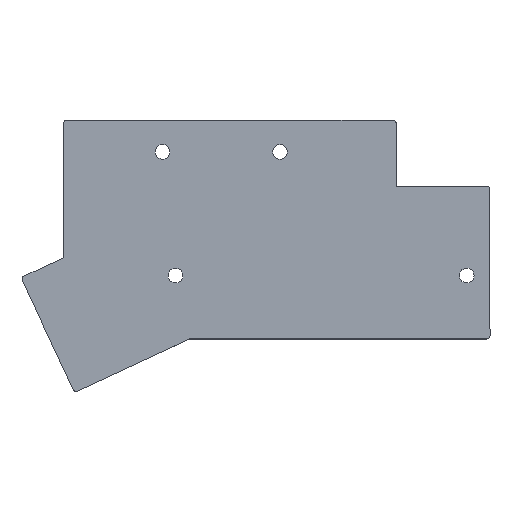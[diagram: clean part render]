
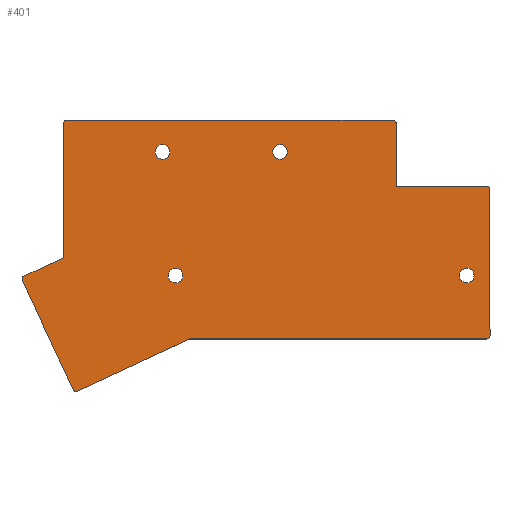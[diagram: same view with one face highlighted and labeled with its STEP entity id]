
A CAD part, top view. The second image highlights one B-rep face of the part: STEP entity #401.
In plain terms, the highlighted planar face has unit normal (0, 0, 1).
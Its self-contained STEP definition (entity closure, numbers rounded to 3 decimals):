
#15=FACE_BOUND('',#60,.T.);
#16=FACE_BOUND('',#61,.T.);
#17=FACE_BOUND('',#62,.T.);
#18=FACE_BOUND('',#63,.T.);
#24=PLANE('',#442);
#38=FACE_OUTER_BOUND('',#59,.T.);
#59=EDGE_LOOP('',(#289,#290,#291,#292,#293,#294,#295,#296,#297,#298,#299,
#300,#301,#302,#303));
#60=EDGE_LOOP('',(#304));
#61=EDGE_LOOP('',(#305));
#62=EDGE_LOOP('',(#306));
#63=EDGE_LOOP('',(#307));
#88=LINE('',#618,#125);
#91=LINE('',#624,#128);
#92=LINE('',#626,#129);
#93=LINE('',#630,#130);
#94=LINE('',#634,#131);
#95=LINE('',#636,#132);
#96=LINE('',#640,#133);
#97=LINE('',#644,#134);
#98=LINE('',#646,#135);
#125=VECTOR('',#499,10.);
#128=VECTOR('',#504,10.);
#129=VECTOR('',#505,10.);
#130=VECTOR('',#508,10.);
#131=VECTOR('',#511,10.);
#132=VECTOR('',#512,10.);
#133=VECTOR('',#515,10.);
#134=VECTOR('',#518,10.);
#135=VECTOR('',#519,10.);
#159=CIRCLE('',#434,1.1);
#161=CIRCLE('',#437,1.1);
#163=CIRCLE('',#440,0.5);
#164=CIRCLE('',#443,0.5);
#165=CIRCLE('',#444,0.5);
#166=CIRCLE('',#445,0.5);
#167=CIRCLE('',#446,0.5);
#168=CIRCLE('',#447,0.5);
#169=CIRCLE('',#448,1.1);
#170=CIRCLE('',#449,1.1);
#179=VERTEX_POINT('',#598);
#181=VERTEX_POINT('',#604);
#184=VERTEX_POINT('',#611);
#185=VERTEX_POINT('',#613);
#186=VERTEX_POINT('',#617);
#188=VERTEX_POINT('',#623);
#189=VERTEX_POINT('',#625);
#190=VERTEX_POINT('',#627);
#191=VERTEX_POINT('',#629);
#192=VERTEX_POINT('',#631);
#193=VERTEX_POINT('',#633);
#194=VERTEX_POINT('',#635);
#195=VERTEX_POINT('',#637);
#196=VERTEX_POINT('',#639);
#197=VERTEX_POINT('',#641);
#198=VERTEX_POINT('',#643);
#199=VERTEX_POINT('',#645);
#200=VERTEX_POINT('',#648);
#201=VERTEX_POINT('',#650);
#218=EDGE_CURVE('',#179,#179,#159,.T.);
#221=EDGE_CURVE('',#181,#181,#161,.T.);
#224=EDGE_CURVE('',#184,#185,#163,.T.);
#226=EDGE_CURVE('',#186,#185,#88,.T.);
#229=EDGE_CURVE('',#184,#188,#91,.T.);
#230=EDGE_CURVE('',#189,#188,#92,.T.);
#231=EDGE_CURVE('',#190,#189,#164,.T.);
#232=EDGE_CURVE('',#191,#190,#93,.T.);
#233=EDGE_CURVE('',#192,#191,#165,.T.);
#234=EDGE_CURVE('',#193,#192,#94,.T.);
#235=EDGE_CURVE('',#194,#193,#95,.T.);
#236=EDGE_CURVE('',#195,#194,#166,.T.);
#237=EDGE_CURVE('',#196,#195,#96,.T.);
#238=EDGE_CURVE('',#197,#196,#167,.T.);
#239=EDGE_CURVE('',#198,#197,#97,.T.);
#240=EDGE_CURVE('',#198,#199,#98,.T.);
#241=EDGE_CURVE('',#186,#199,#168,.T.);
#242=EDGE_CURVE('',#200,#200,#169,.T.);
#243=EDGE_CURVE('',#201,#201,#170,.T.);
#289=ORIENTED_EDGE('',*,*,#224,.F.);
#290=ORIENTED_EDGE('',*,*,#229,.T.);
#291=ORIENTED_EDGE('',*,*,#230,.F.);
#292=ORIENTED_EDGE('',*,*,#231,.F.);
#293=ORIENTED_EDGE('',*,*,#232,.F.);
#294=ORIENTED_EDGE('',*,*,#233,.F.);
#295=ORIENTED_EDGE('',*,*,#234,.F.);
#296=ORIENTED_EDGE('',*,*,#235,.F.);
#297=ORIENTED_EDGE('',*,*,#236,.F.);
#298=ORIENTED_EDGE('',*,*,#237,.F.);
#299=ORIENTED_EDGE('',*,*,#238,.F.);
#300=ORIENTED_EDGE('',*,*,#239,.F.);
#301=ORIENTED_EDGE('',*,*,#240,.T.);
#302=ORIENTED_EDGE('',*,*,#241,.F.);
#303=ORIENTED_EDGE('',*,*,#226,.T.);
#304=ORIENTED_EDGE('',*,*,#218,.T.);
#305=ORIENTED_EDGE('',*,*,#221,.T.);
#306=ORIENTED_EDGE('',*,*,#242,.F.);
#307=ORIENTED_EDGE('',*,*,#243,.F.);
#401=ADVANCED_FACE('',(#38,#15,#16,#17,#18),#24,.F.);
#434=AXIS2_PLACEMENT_3D('',#600,#480,#481);
#437=AXIS2_PLACEMENT_3D('',#606,#487,#488);
#440=AXIS2_PLACEMENT_3D('',#614,#494,#495);
#442=AXIS2_PLACEMENT_3D('',#622,#502,#503);
#443=AXIS2_PLACEMENT_3D('',#628,#506,#507);
#444=AXIS2_PLACEMENT_3D('',#632,#509,#510);
#445=AXIS2_PLACEMENT_3D('',#638,#513,#514);
#446=AXIS2_PLACEMENT_3D('',#642,#516,#517);
#447=AXIS2_PLACEMENT_3D('',#647,#520,#521);
#448=AXIS2_PLACEMENT_3D('',#649,#522,#523);
#449=AXIS2_PLACEMENT_3D('',#651,#524,#525);
#480=DIRECTION('center_axis',(0.,0.,
-1.));
#481=DIRECTION('ref_axis',(-1.,0.,0.));
#487=DIRECTION('center_axis',(0.,0.,
-1.));
#488=DIRECTION('ref_axis',(-1.,0.,0.));
#494=DIRECTION('center_axis',(0.,0.,
-1.));
#495=DIRECTION('ref_axis',(-0.707,0.707,0.));
#499=DIRECTION('',(-1.,0.,0.));
#502=DIRECTION('center_axis',(0.,0.,
-1.));
#503=DIRECTION('ref_axis',(1.,0.,0.));
#504=DIRECTION('',(0.,-1.,0.));
#505=DIRECTION('',(0.906,0.423,0.));
#506=DIRECTION('center_axis',(0.,0.,
-1.));
#507=DIRECTION('ref_axis',(-0.94,0.342,0.));
#508=DIRECTION('',(-0.423,0.906,0.));
#509=DIRECTION('center_axis',(0.,0.,
-1.));
#510=DIRECTION('ref_axis',(-0.342,-0.94,0.));
#511=DIRECTION('',(-0.906,-0.423,0.));
#512=DIRECTION('',(-1.,0.,0.));
#513=DIRECTION('center_axis',(0.,0.,
-1.));
#514=DIRECTION('ref_axis',(0.707,-0.707,0.));
#515=DIRECTION('',(0.,-1.,0.));
#516=DIRECTION('center_axis',(0.,0.,
-1.));
#517=DIRECTION('ref_axis',(0.707,0.707,0.));
#518=DIRECTION('',(1.,0.,0.));
#519=DIRECTION('',(0.,1.,0.));
#520=DIRECTION('center_axis',(0.,0.,
-1.));
#521=DIRECTION('ref_axis',(0.707,0.707,0.));
#522=DIRECTION('center_axis',(0.,0.,
1.));
#523=DIRECTION('ref_axis',(1.,0.,0.));
#524=DIRECTION('center_axis',(0.,0.,
1.));
#525=DIRECTION('ref_axis',(1.,0.,0.));
#598=CARTESIAN_POINT('',(34.117,-89.589,-4.7));
#600=CARTESIAN_POINT('Origin',(33.017,-89.589,-4.7));
#604=CARTESIAN_POINT('',(51.758,-89.589,-4.7));
#606=CARTESIAN_POINT('Origin',(50.658,-89.589,-4.7));
#611=CARTESIAN_POINT('',(18.125,-85.387,-4.7));
#613=CARTESIAN_POINT('',(18.625,-84.887,-4.7));
#614=CARTESIAN_POINT('Origin',(18.625,-85.387,-4.7));
#617=CARTESIAN_POINT('',(67.625,-84.887,-4.7));
#618=CARTESIAN_POINT('',(51.496,-84.887,-4.7));
#622=CARTESIAN_POINT('Origin',(46.967,-112.189,-4.7));
#623=CARTESIAN_POINT('',(18.125,-105.506,-4.7));
#624=CARTESIAN_POINT('',(18.125,-98.639,-4.7));
#625=CARTESIAN_POINT('',(12.212,-108.263,-4.7));
#626=CARTESIAN_POINT('',(25.508,-102.063,-4.7));
#627=CARTESIAN_POINT('',(11.971,-108.927,-4.7));
#628=CARTESIAN_POINT('Origin',(12.424,-108.716,-4.7));
#629=CARTESIAN_POINT('',(19.599,-125.286,-4.7));
#630=CARTESIAN_POINT('',(19.64,-125.375,-4.7));
#631=CARTESIAN_POINT('',(20.263,-125.528,-4.7));
#632=CARTESIAN_POINT('Origin',(20.052,-125.075,-4.7));
#633=CARTESIAN_POINT('',(37.075,-117.689,-4.7));
#634=CARTESIAN_POINT('',(42.191,-115.303,-4.7));
#635=CARTESIAN_POINT('',(81.675,-117.689,-4.7));
#636=CARTESIAN_POINT('',(64.571,-117.689,-4.7));
#637=CARTESIAN_POINT('',(82.175,-117.189,-4.7));
#638=CARTESIAN_POINT('Origin',(81.675,-117.189,-4.7));
#639=CARTESIAN_POINT('',(82.175,-95.239,-4.7));
#640=CARTESIAN_POINT('',(82.175,-105.414,-4.7));
#641=CARTESIAN_POINT('',(81.675,-94.739,-4.7));
#642=CARTESIAN_POINT('Origin',(81.675,-95.239,-4.7));
#643=CARTESIAN_POINT('',(68.125,-94.739,-4.7));
#644=CARTESIAN_POINT('',(39.912,-94.739,-4.7));
#645=CARTESIAN_POINT('',(68.125,-85.387,-4.7));
#646=CARTESIAN_POINT('',(68.125,-105.414,-4.7));
#647=CARTESIAN_POINT('Origin',(67.625,-85.387,-4.7));
#648=CARTESIAN_POINT('',(33.87,-108.164,-4.7));
#649=CARTESIAN_POINT('Origin',(34.97,-108.164,-4.7));
#650=CARTESIAN_POINT('',(77.575,-108.164,-4.7));
#651=CARTESIAN_POINT('Origin',(78.675,-108.164,-4.7));
